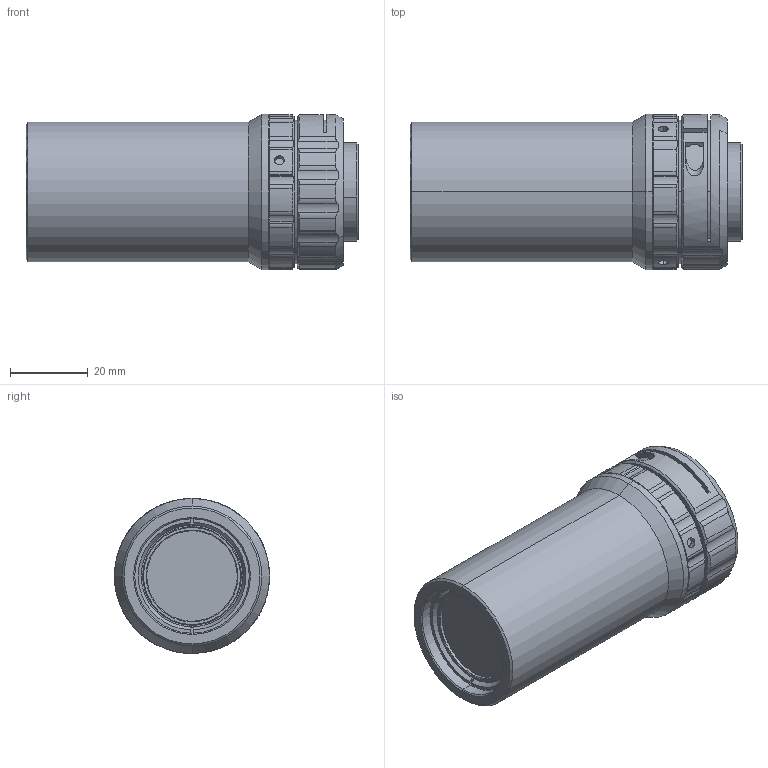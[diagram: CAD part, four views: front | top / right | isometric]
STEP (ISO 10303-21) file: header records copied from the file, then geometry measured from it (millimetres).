
FILE_DESCRIPTION (( 'STEP AP203' ), '1' );
FILE_NAME ('WWT121-065-110.STEP', '2022-11-23T02:57:19', ( '' ), ( '' ), 'SwSTEP 2.0', 'SolidWorks 2017', '' );
FILE_SCHEMA (( 'CONFIG_CONTROL_DESIGN' ));
Length unit declared in the file: millimetre
Products named in the file (1): WWT121-065-110
Bounding box: 85.6 x 40 x 40 mm (x, y, z)
Volume: 86515.7 mm3; surface area: 13411.9 mm2
Topology: 1 solids, 1 shells, 217 faces, 553 edges, 346 vertices
Faces by surface type: cylinder 117, plane 53, cone 47
Entity records: 7332 total; most frequent: CARTESIAN_POINT 2070, ORIENTED_EDGE 1102, DIRECTION 1101, EDGE_CURVE 551, AXIS2_PLACEMENT_3D 463, VERTEX_POINT 346, CIRCLE 245, EDGE_LOOP 229
